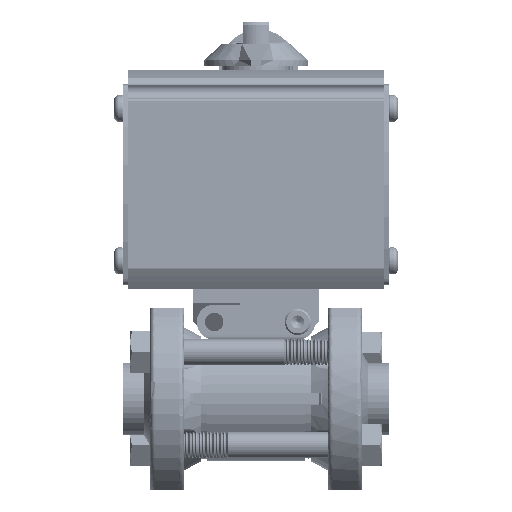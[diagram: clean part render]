
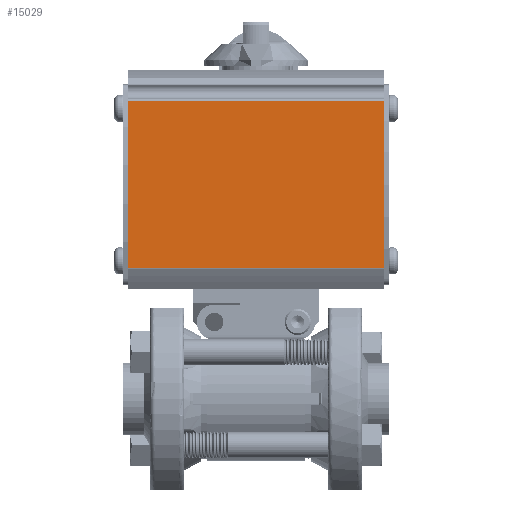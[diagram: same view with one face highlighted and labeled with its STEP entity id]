
A CAD part, top view. The second image highlights one B-rep face of the part: STEP entity #15029.
In plain terms, the highlighted planar face has unit normal (0, 0, 1).
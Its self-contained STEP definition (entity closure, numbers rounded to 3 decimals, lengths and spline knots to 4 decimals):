
#11846 = VERTEX_POINT ( 'NONE', #39412 ) ;
#12441 = CARTESIAN_POINT ( 'NONE',  ( -5.0403, 3.5694, 1.17 ) ) ;
#15029 = ADVANCED_FACE ( 'NONE', ( #132018 ), #146990, .F. ) ;
#15933 = VECTOR ( 'NONE', #92426, 39.3701 ) ;
#20589 = LINE ( 'NONE', #136905, #15933 ) ;
#22208 = ORIENTED_EDGE ( 'NONE', *, *, #57575, .F. ) ;
#24634 = CARTESIAN_POINT ( 'NONE',  ( -1.5275, 3.5621, 1.17 ) ) ;
#31545 = LINE ( 'NONE', #148653, #66585 ) ;
#39412 = CARTESIAN_POINT ( 'NONE',  ( -1.5275, 1.5679, 1.17 ) ) ;
#57575 = EDGE_CURVE ( 'NONE', #113856, #79600, #145648, .T. ) ;
#65631 = VERTEX_POINT ( 'NONE', #24634 ) ;
#66191 = VECTOR ( 'NONE', #160652, 39.3701 ) ;
#66585 = VECTOR ( 'NONE', #134311, 39.3701 ) ;
#74081 = ORIENTED_EDGE ( 'NONE', *, *, #99362, .T. ) ;
#75895 = CARTESIAN_POINT ( 'NONE',  ( 1.5275, 1.5679, 1.17 ) ) ;
#79600 = VERTEX_POINT ( 'NONE', #75895 ) ;
#82441 = LINE ( 'NONE', #139046, #192319 ) ;
#87549 = DIRECTION ( 'NONE',  ( 0., 0., -1. ) ) ;
#92426 = DIRECTION ( 'NONE',  ( 1., 0., 0. ) ) ;
#93388 = EDGE_LOOP ( 'NONE', ( #22208, #149192, #143020, #74081 ) ) ;
#94625 = DIRECTION ( 'NONE',  ( -1., 0., 0. ) ) ;
#99362 = EDGE_CURVE ( 'NONE', #11846, #79600, #20589, .T. ) ;
#113856 = VERTEX_POINT ( 'NONE', #122874 ) ;
#115523 = CARTESIAN_POINT ( 'NONE',  ( 1.5275, 3.5694, 1.17 ) ) ;
#122874 = CARTESIAN_POINT ( 'NONE',  ( 1.5275, 3.5621, 1.17 ) ) ;
#123433 = EDGE_CURVE ( 'NONE', #113856, #65631, #82441, .T. ) ;
#132018 = FACE_OUTER_BOUND ( 'NONE', #93388, .T. ) ;
#134311 = DIRECTION ( 'NONE',  ( 0., 1., 0. ) ) ;
#136905 = CARTESIAN_POINT ( 'NONE',  ( -5.0403, 1.5679, 1.17 ) ) ;
#138322 = EDGE_CURVE ( 'NONE', #11846, #65631, #31545, .T. ) ;
#139046 = CARTESIAN_POINT ( 'NONE',  ( -5.0403, 3.5621, 1.17 ) ) ;
#143020 = ORIENTED_EDGE ( 'NONE', *, *, #138322, .F. ) ;
#145648 = LINE ( 'NONE', #115523, #66191 ) ;
#146990 = PLANE ( 'NONE',  #170413 ) ;
#148653 = CARTESIAN_POINT ( 'NONE',  ( -1.5275, 3.5694, 1.17 ) ) ;
#149192 = ORIENTED_EDGE ( 'NONE', *, *, #123433, .T. ) ;
#160652 = DIRECTION ( 'NONE',  ( 0., -1., 0. ) ) ;
#170413 = AXIS2_PLACEMENT_3D ( 'NONE', #12441, #87549, #192156 ) ;
#192156 = DIRECTION ( 'NONE',  ( 0., -1., 0. ) ) ;
#192319 = VECTOR ( 'NONE', #94625, 39.3701 ) ;
